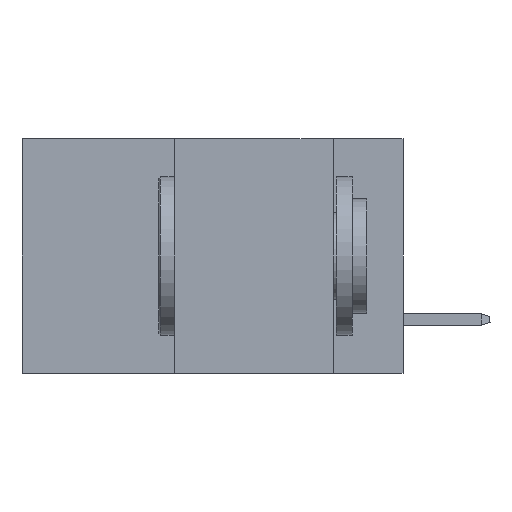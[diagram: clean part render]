
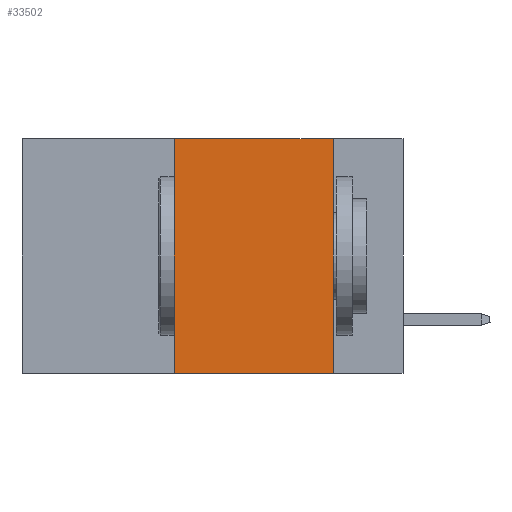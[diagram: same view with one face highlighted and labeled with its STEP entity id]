
A CAD part, left-side view. The second image highlights one B-rep face of the part: STEP entity #33502.
In plain terms, the highlighted planar face has unit normal (-1, 0, 0).
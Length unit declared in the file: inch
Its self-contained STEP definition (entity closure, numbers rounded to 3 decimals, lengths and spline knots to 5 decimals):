
#342 = VERTEX_POINT ( 'NONE', #5653 ) ;
#971 = CARTESIAN_POINT ( 'NONE',  ( 0., 0.6, 0. ) ) ;
#1710 = DIRECTION ( 'NONE',  ( 0., 0., -1. ) ) ;
#3080 = EDGE_CURVE ( 'NONE', #342, #43812, #24944, .T. ) ;
#3321 = DIRECTION ( 'NONE',  ( 0., 0., 1. ) ) ;
#4674 = FACE_OUTER_BOUND ( 'NONE', #20110, .T. ) ;
#5338 = LINE ( 'NONE', #8981, #45834 ) ;
#5653 = CARTESIAN_POINT ( 'NONE',  ( 0., 0.36, -0.37 ) ) ;
#6264 = CARTESIAN_POINT ( 'NONE',  ( 0., 0.6, -0.37 ) ) ;
#7837 = AXIS2_PLACEMENT_3D ( 'NONE', #12657, #16538, #20403 ) ;
#8608 = EDGE_CURVE ( 'NONE', #13262, #43812, #5338, .T. ) ;
#8981 = CARTESIAN_POINT ( 'NONE',  ( 0., 0.11, 0. ) ) ;
#12657 = CARTESIAN_POINT ( 'NONE',  ( 0., 0.6, 0. ) ) ;
#13262 = VERTEX_POINT ( 'NONE', #28276 ) ;
#16538 = DIRECTION ( 'NONE',  ( 1., 0., 0. ) ) ;
#19461 = PLANE ( 'NONE',  #7837 ) ;
#20110 = EDGE_LOOP ( 'NONE', ( #29868, #27282, #21923, #41736 ) ) ;
#20403 = DIRECTION ( 'NONE',  ( 0., 0., -1. ) ) ;
#20553 = VECTOR ( 'NONE', #3321, 39.37008 ) ;
#20991 = CARTESIAN_POINT ( 'NONE',  ( 0., 0.36, 0. ) ) ;
#21923 = ORIENTED_EDGE ( 'NONE', *, *, #22066, .F. ) ;
#22066 = EDGE_CURVE ( 'NONE', #342, #38712, #35822, .T. ) ;
#24944 = LINE ( 'NONE', #6264, #39634 ) ;
#25211 = VECTOR ( 'NONE', #34194, 39.37008 ) ;
#27282 = ORIENTED_EDGE ( 'NONE', *, *, #39245, .F. ) ;
#28276 = CARTESIAN_POINT ( 'NONE',  ( 0., 0.11, 0. ) ) ;
#29868 = ORIENTED_EDGE ( 'NONE', *, *, #8608, .F. ) ;
#31032 = LINE ( 'NONE', #971, #25211 ) ;
#31800 = CARTESIAN_POINT ( 'NONE',  ( 0., 0.11, -0.37 ) ) ;
#31866 = CARTESIAN_POINT ( 'NONE',  ( 0., 0.36, 0. ) ) ;
#33502 = ADVANCED_FACE ( 'NONE', ( #4674 ), #19461, .F. ) ;
#34194 = DIRECTION ( 'NONE',  ( 0., -1., 0. ) ) ;
#35822 = LINE ( 'NONE', #20991, #20553 ) ;
#38712 = VERTEX_POINT ( 'NONE', #31866 ) ;
#39245 = EDGE_CURVE ( 'NONE', #38712, #13262, #31032, .T. ) ;
#39501 = DIRECTION ( 'NONE',  ( 0., -1., 0. ) ) ;
#39634 = VECTOR ( 'NONE', #39501, 39.37008 ) ;
#41736 = ORIENTED_EDGE ( 'NONE', *, *, #3080, .T. ) ;
#43812 = VERTEX_POINT ( 'NONE', #31800 ) ;
#45834 = VECTOR ( 'NONE', #1710, 39.37008 ) ;
